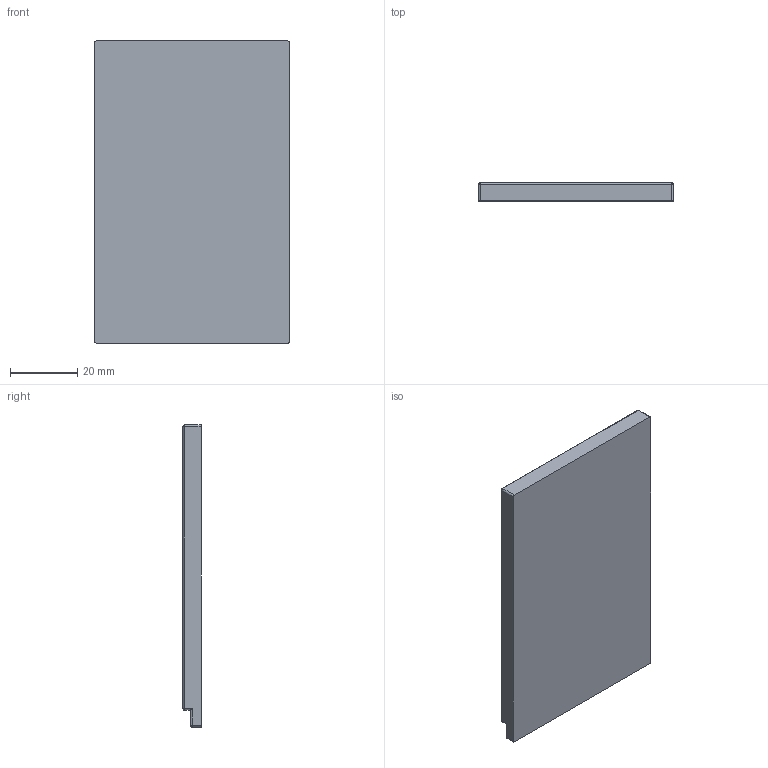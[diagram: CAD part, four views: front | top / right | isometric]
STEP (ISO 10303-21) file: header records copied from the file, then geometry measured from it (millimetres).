
FILE_DESCRIPTION((''),'2;1');
FILE_NAME('PROTOTYP_BG_V1_ASM','2025-10-24T00:17:34',('maxdr'),(''),'CREO PARAMETRIC BY PTC INC, 2024014','CREO PARAMETRIC BY PTC INC, 2024014','');
FILE_SCHEMA(('CONFIG_CONTROL_DESIGN'));
Length unit declared in the file: millimetre
Products named in the file (3): PROTOTYP_V2; PRT0001; PROTOTYP_BG_V1_ASM
Assembly tree (2 placements, depth 2):
  PROTOTYP_BG_V1_ASM
    PROTOTYP_V2
    PRT0001
Bounding box: 58 x 5.4 x 90 mm (x, y, z)
Volume: 16856.8 mm3; surface area: 30974.9 mm2
Topology: 42 solids, 42 shells, 1081 faces, 2800 edges, 1859 vertices
Faces by surface type: plane 741, cylinder 315, extrusion 20, sphere 5
Entity records: 33294 total; most frequent: CARTESIAN_POINT 6145, ORIENTED_EDGE 5600, DIRECTION 5558, EDGE_CURVE 2800, VECTOR 2154, LINE 2134, VERTEX_POINT 1859, AXIS2_PLACEMENT_3D 1702
